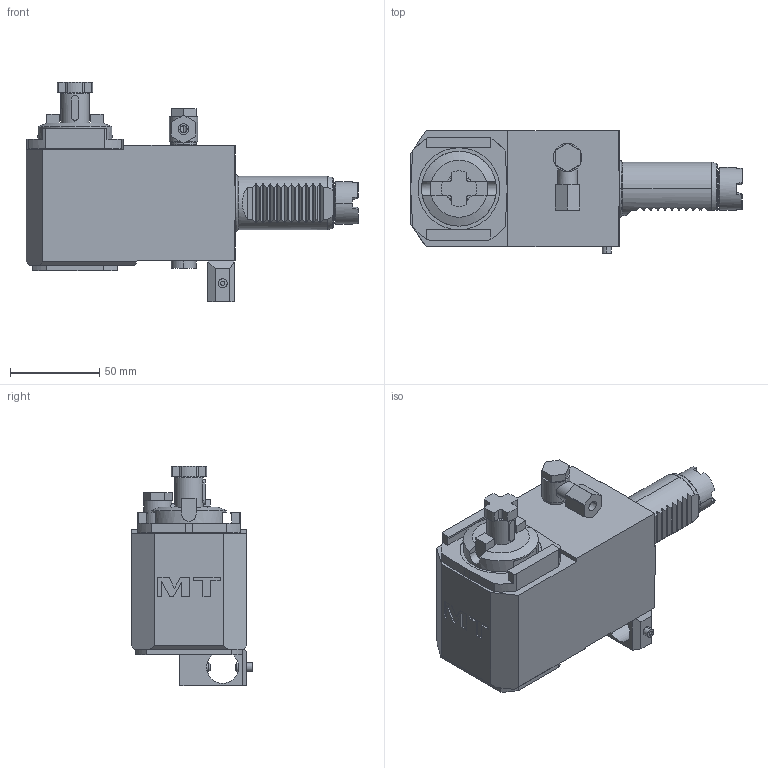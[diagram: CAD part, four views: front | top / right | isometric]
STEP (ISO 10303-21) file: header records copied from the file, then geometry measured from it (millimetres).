
FILE_DESCRIPTION((''),'2;1');
FILE_NAME('OKU1721416_CONF','2024-12-02T16:54:26',('smalpassi'),('M.T. srl'),'CREO PARAMETRIC BY PTC INC, 2023352','CREO PARAMETRIC BY PTC INC, 2023352','');
FILE_SCHEMA(('CONFIG_CONTROL_DESIGN'));
Length unit declared in the file: millimetre
Products named in the file (1): OKU1721416_CONF
Bounding box: 186.5 x 68.5 x 123.5 mm (x, y, z)
Volume: 586847.3 mm3; surface area: 63124.2 mm2
Topology: 1 solids, 1 shells, 372 faces, 963 edges, 624 vertices
Faces by surface type: plane 227, cylinder 112, cone 23, torus 8, extrusion 2
Entity records: 12325 total; most frequent: CARTESIAN_POINT 3215, ORIENTED_EDGE 1918, DIRECTION 1844, EDGE_CURVE 959, AXIS2_PLACEMENT_3D 648, VERTEX_POINT 624, VECTOR 548, LINE 546
